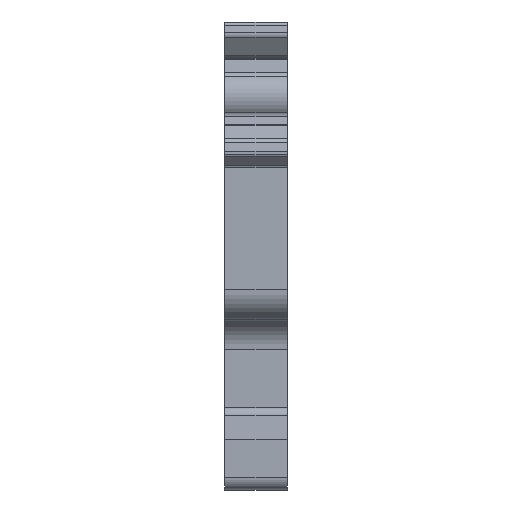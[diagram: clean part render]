
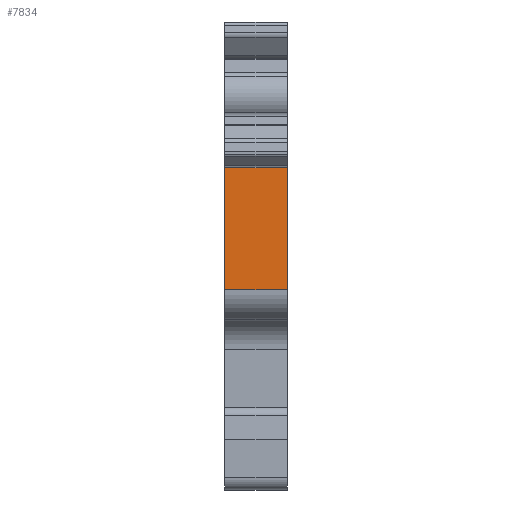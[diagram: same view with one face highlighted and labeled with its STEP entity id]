
A CAD part, left-side view. The second image highlights one B-rep face of the part: STEP entity #7834.
In plain terms, the highlighted planar face has unit normal (-1, 0, 0).
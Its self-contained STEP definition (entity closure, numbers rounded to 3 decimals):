
#2075 = EDGE_CURVE ( 'NONE', #17712, #37086, #9916, .T. ) ;
#2704 = CARTESIAN_POINT ( 'NONE',  ( -40.75, 5., 8.734 ) ) ;
#4162 = DIRECTION ( 'NONE',  ( 0., -1., 0. ) ) ;
#4254 = VERTEX_POINT ( 'NONE', #26956 ) ;
#4663 = VECTOR ( 'NONE', #4162, 1000. ) ;
#5878 = LINE ( 'NONE', #2704, #25986 ) ;
#7003 = DIRECTION ( 'NONE',  ( 0., -1., 0. ) ) ;
#7436 = ORIENTED_EDGE ( 'NONE', *, *, #2075, .F. ) ;
#7700 = EDGE_LOOP ( 'NONE', ( #28999, #7436, #8878, #17509 ) ) ;
#7834 = ADVANCED_FACE ( 'NONE', ( #21433 ), #33762, .F. ) ;
#8878 = ORIENTED_EDGE ( 'NONE', *, *, #18641, .F. ) ;
#9916 = LINE ( 'NONE', #37233, #4663 ) ;
#10268 = AXIS2_PLACEMENT_3D ( 'NONE', #18456, #30823, #7003 ) ;
#11332 = DIRECTION ( 'NONE',  ( 0., 0., 1. ) ) ;
#11366 = VECTOR ( 'NONE', #11332, 1000. ) ;
#13637 = DIRECTION ( 'NONE',  ( 0., -1., 0. ) ) ;
#13641 = EDGE_CURVE ( 'NONE', #4254, #27934, #26067, .T. ) ;
#14686 = CARTESIAN_POINT ( 'NONE',  ( -40.75, 0., 8.734 ) ) ;
#14710 = CARTESIAN_POINT ( 'NONE',  ( -40.75, 5., 18.488 ) ) ;
#17509 = ORIENTED_EDGE ( 'NONE', *, *, #13641, .T. ) ;
#17712 = VERTEX_POINT ( 'NONE', #14710 ) ;
#18456 = CARTESIAN_POINT ( 'NONE',  ( -40.75, 5., 8.734 ) ) ;
#18641 = EDGE_CURVE ( 'NONE', #4254, #17712, #5878, .T. ) ;
#20095 = CARTESIAN_POINT ( 'NONE',  ( -40.75, 0., 8.734 ) ) ;
#21433 = FACE_OUTER_BOUND ( 'NONE', #7700, .T. ) ;
#23702 = EDGE_CURVE ( 'NONE', #27934, #37086, #38278, .T. ) ;
#25986 = VECTOR ( 'NONE', #38936, 1000. ) ;
#26067 = LINE ( 'NONE', #38232, #31359 ) ;
#26956 = CARTESIAN_POINT ( 'NONE',  ( -40.75, 5., 8.734 ) ) ;
#27934 = VERTEX_POINT ( 'NONE', #20095 ) ;
#28999 = ORIENTED_EDGE ( 'NONE', *, *, #23702, .T. ) ;
#29237 = CARTESIAN_POINT ( 'NONE',  ( -40.75, 0., 18.488 ) ) ;
#30823 = DIRECTION ( 'NONE',  ( 1., 0., 0. ) ) ;
#31359 = VECTOR ( 'NONE', #13637, 1000. ) ;
#33762 = PLANE ( 'NONE',  #10268 ) ;
#37086 = VERTEX_POINT ( 'NONE', #29237 ) ;
#37233 = CARTESIAN_POINT ( 'NONE',  ( -40.75, 5., 18.488 ) ) ;
#38232 = CARTESIAN_POINT ( 'NONE',  ( -40.75, 5., 8.734 ) ) ;
#38278 = LINE ( 'NONE', #14686, #11366 ) ;
#38936 = DIRECTION ( 'NONE',  ( 0., 0., 1. ) ) ;
